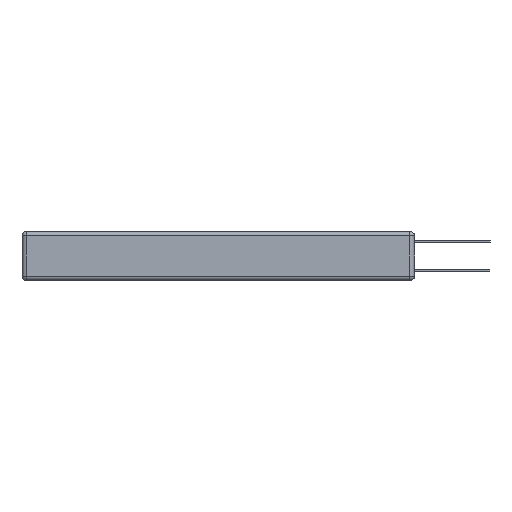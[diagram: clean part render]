
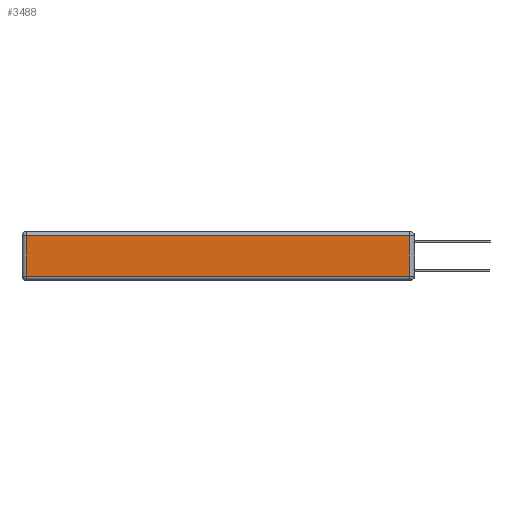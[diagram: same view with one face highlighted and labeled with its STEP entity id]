
A CAD part, left-side view. The second image highlights one B-rep face of the part: STEP entity #3488.
In plain terms, the highlighted planar face has unit normal (-1, 0, 0).
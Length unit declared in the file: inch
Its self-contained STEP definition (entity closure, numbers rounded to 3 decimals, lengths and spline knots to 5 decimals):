
#413 = EDGE_CURVE ( 'NONE', #5279, #12420, #10807, .T. ) ;
#554 = ORIENTED_EDGE ( 'NONE', *, *, #3107, .T. ) ;
#674 = VECTOR ( 'NONE', #5033, 39.37008 ) ;
#907 = EDGE_CURVE ( 'NONE', #12420, #8103, #10149, .T. ) ;
#923 = CARTESIAN_POINT ( 'NONE',  ( 0., 2.72, -0.343 ) ) ;
#1077 = VECTOR ( 'NONE', #1723, 39.37008 ) ;
#1326 = CARTESIAN_POINT ( 'NONE',  ( 0., 0., -0.313 ) ) ;
#1436 = ORIENTED_EDGE ( 'NONE', *, *, #413, .T. ) ;
#1657 = CARTESIAN_POINT ( 'NONE',  ( 0., 2.72, -0.313 ) ) ;
#1723 = DIRECTION ( 'NONE',  ( 0., 1., 0. ) ) ;
#2036 = CARTESIAN_POINT ( 'NONE',  ( 0., 0.03, -0.343 ) ) ;
#2298 = LINE ( 'NONE', #2036, #7213 ) ;
#2514 = CARTESIAN_POINT ( 'NONE',  ( 0., 0.03, -0.03 ) ) ;
#3107 = EDGE_CURVE ( 'NONE', #8103, #9046, #4502, .T. ) ;
#3488 = ADVANCED_FACE ( 'NONE', ( #12490 ), #7447, .T. ) ;
#3835 = ORIENTED_EDGE ( 'NONE', *, *, #907, .T. ) ;
#4044 = VECTOR ( 'NONE', #9536, 39.37008 ) ;
#4103 = AXIS2_PLACEMENT_3D ( 'NONE', #7759, #12634, #4286 ) ;
#4286 = DIRECTION ( 'NONE',  ( 0., 0., 1. ) ) ;
#4502 = LINE ( 'NONE', #1326, #4044 ) ;
#4767 = CARTESIAN_POINT ( 'NONE',  ( 0., 2.75, -0.03 ) ) ;
#5033 = DIRECTION ( 'NONE',  ( 0., 0., -1. ) ) ;
#5279 = VERTEX_POINT ( 'NONE', #2514 ) ;
#6013 = EDGE_LOOP ( 'NONE', ( #554, #11135, #1436, #3835 ) ) ;
#7213 = VECTOR ( 'NONE', #10191, 39.37008 ) ;
#7447 = PLANE ( 'NONE',  #4103 ) ;
#7759 = CARTESIAN_POINT ( 'NONE',  ( 0., 0., -0.343 ) ) ;
#8004 = CARTESIAN_POINT ( 'NONE',  ( 0., 0.03, -0.313 ) ) ;
#8103 = VERTEX_POINT ( 'NONE', #1657 ) ;
#8159 = CARTESIAN_POINT ( 'NONE',  ( 0., 2.72, -0.03 ) ) ;
#9046 = VERTEX_POINT ( 'NONE', #8004 ) ;
#9536 = DIRECTION ( 'NONE',  ( 0., -1., 0. ) ) ;
#10149 = LINE ( 'NONE', #923, #674 ) ;
#10191 = DIRECTION ( 'NONE',  ( 0., 0., 1. ) ) ;
#10807 = LINE ( 'NONE', #4767, #1077 ) ;
#11135 = ORIENTED_EDGE ( 'NONE', *, *, #13262, .T. ) ;
#12420 = VERTEX_POINT ( 'NONE', #8159 ) ;
#12490 = FACE_OUTER_BOUND ( 'NONE', #6013, .T. ) ;
#12634 = DIRECTION ( 'NONE',  ( -1., 0., 0. ) ) ;
#13262 = EDGE_CURVE ( 'NONE', #9046, #5279, #2298, .T. ) ;
